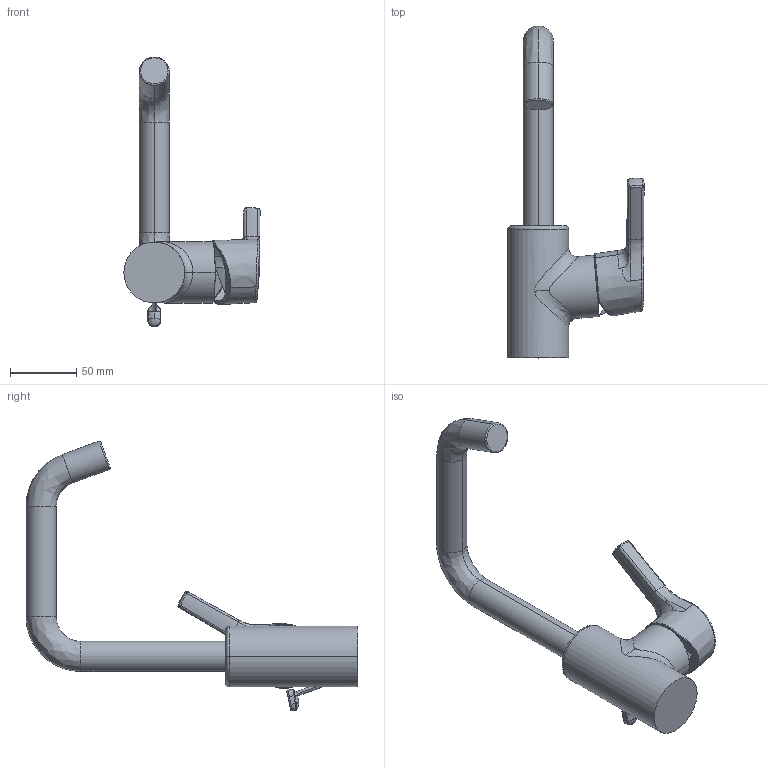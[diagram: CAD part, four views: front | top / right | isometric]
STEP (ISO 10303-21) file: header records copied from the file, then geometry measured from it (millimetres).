
FILE_DESCRIPTION (( 'STEP AP203' ), '1' );
FILE_NAME ('56372203.STEP', '2018-04-10T07:25:28', ( '' ), ( '' ), 'SwSTEP 2.0', 'SolidWorks 2016', '' );
FILE_SCHEMA (( 'CONFIG_CONTROL_DESIGN' ));
Length unit declared in the file: millimetre
Products named in the file (1): 56372203
Bounding box: 102.94 x 250.6 x 203.96 mm (x, y, z)
Volume: 133051.8 mm3; surface area: 25927.9 mm2
Topology: 1 solids, 1 shells, 100 faces, 256 edges, 159 vertices
Faces by surface type: bspline 59, cylinder 25, plane 8, torus 6, sphere 2
Entity records: 17043 total; most frequent: CARTESIAN_POINT 15028, ORIENTED_EDGE 506, DIRECTION 255, EDGE_CURVE 253, VERTEX_POINT 158, B_SPLINE_CURVE_WITH_KNOTS 141, AXIS2_PLACEMENT_3D 111, EDGE_LOOP 103
